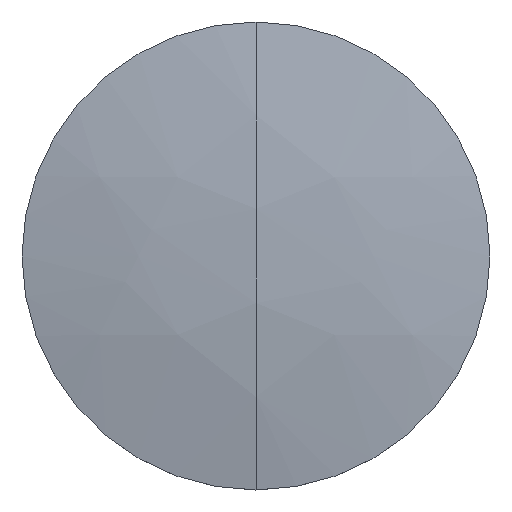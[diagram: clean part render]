
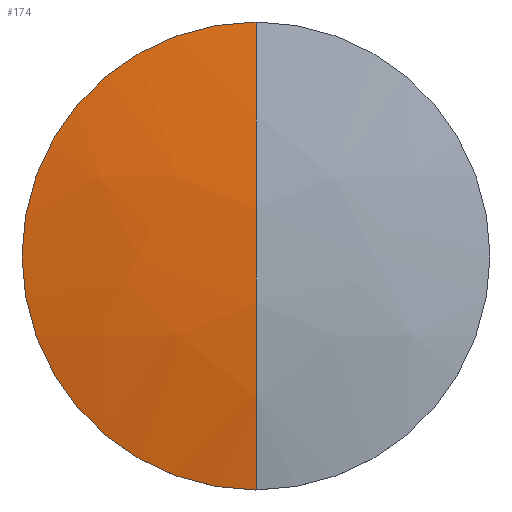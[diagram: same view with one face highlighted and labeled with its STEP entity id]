
A CAD part, top view. The second image highlights one B-rep face of the part: STEP entity #174.
In plain terms, the highlighted free-form (B-spline) face has degree [3, 3] with [4, 4] control points.
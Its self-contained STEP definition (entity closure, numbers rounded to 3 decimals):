
#4 = VERTEX_POINT ( 'NONE', #11 ) ;
#11 = CARTESIAN_POINT ( 'NONE',  ( 0., -19.05, 3.058 ) ) ;
#13 = CARTESIAN_POINT ( 'NONE',  ( -18.759, -19.275, 1.087 ) ) ;
#20 = FACE_OUTER_BOUND ( 'NONE', #114, .T. ) ;
#29 = EDGE_CURVE ( 'NONE', #4, #212, #97, .T. ) ;
#34 = EDGE_CURVE ( 'NONE', #55, #212, #81, .T. ) ;
#41 = CARTESIAN_POINT ( 'NONE',  ( -12.945, 6.517, 5.01 ) ) ;
#45 = CARTESIAN_POINT ( 'NONE',  ( -12.583, -19.275, 2.368 ) ) ;
#50 = ORIENTED_EDGE ( 'NONE', *, *, #34, .F. ) ;
#55 = VERTEX_POINT ( 'NONE', #82 ) ;
#58 = DIRECTION ( 'NONE',  ( 0., -1., 0. ) ) ;
#61 = CARTESIAN_POINT ( 'NONE',  ( 0., -19.275, 3.011 ) ) ;
#63 = CARTESIAN_POINT ( 'NONE',  ( 0., 6.517, 5.672 ) ) ;
#67 = ORIENTED_EDGE ( 'NONE', *, *, #29, .T. ) ;
#70 = AXIS2_PLACEMENT_3D ( 'NONE', #256, #234, #123 ) ;
#80 = EDGE_CURVE ( 'NONE', #4, #55, #195, .T. ) ;
#81 = CIRCLE ( 'NONE', #142, 19.05 ) ;
#82 = CARTESIAN_POINT ( 'NONE',  ( -19.05, 0., 3.058 ) ) ;
#85 = CARTESIAN_POINT ( 'NONE',  ( 0., 19.05, 3.058 ) ) ;
#87 = CARTESIAN_POINT ( 'NONE',  ( -19.299, 6.517, 3.693 ) ) ;
#88 = CARTESIAN_POINT ( 'NONE',  ( -6.489, 6.517, 5.672 ) ) ;
#97 = CIRCLE ( 'NONE', #121, 94.4 ) ;
#111 = CARTESIAN_POINT ( 'NONE',  ( -6.308, 19.275, 3.011 ) ) ;
#114 = EDGE_LOOP ( 'NONE', ( #282, #67, #50 ) ) ;
#121 = AXIS2_PLACEMENT_3D ( 'NONE', #281, #280, #58 ) ;
#123 = DIRECTION ( 'NONE',  ( 1., 0., 0. ) ) ;
#132 = CARTESIAN_POINT ( 'NONE',  ( -6.308, -19.275, 3.011 ) ) ;
#142 = AXIS2_PLACEMENT_3D ( 'NONE', #218, #276, #215 ) ;
#174 = ADVANCED_FACE ( 'NONE', ( #20 ), #279, .T. ) ;
#179 = CARTESIAN_POINT ( 'NONE',  ( -12.583, 19.275, 2.368 ) ) ;
#195 = CIRCLE ( 'NONE', #70, 19.05 ) ;
#202 = CARTESIAN_POINT ( 'NONE',  ( -19.299, -6.517, 3.693 ) ) ;
#212 = VERTEX_POINT ( 'NONE', #85 ) ;
#215 = DIRECTION ( 'NONE',  ( 1., 0., 0. ) ) ;
#218 = CARTESIAN_POINT ( 'NONE',  ( 0., 0., 3.058 ) ) ;
#221 = CARTESIAN_POINT ( 'NONE',  ( -18.759, 19.275, 1.087 ) ) ;
#224 = CARTESIAN_POINT ( 'NONE',  ( -12.945, -6.517, 5.01 ) ) ;
#234 = DIRECTION ( 'NONE',  ( 0., 0., -1. ) ) ;
#238 = CARTESIAN_POINT ( 'NONE',  ( -6.489, -6.517, 5.672 ) ) ;
#244 = CARTESIAN_POINT ( 'NONE',  ( 0., 19.275, 3.011 ) ) ;
#256 = CARTESIAN_POINT ( 'NONE',  ( 0., 0., 3.058 ) ) ;
#266 = CARTESIAN_POINT ( 'NONE',  ( 0., -6.517, 5.672 ) ) ;
#276 = DIRECTION ( 'NONE',  ( 0., 0., -1. ) ) ;
#279 =( BOUNDED_SURFACE ( )  B_SPLINE_SURFACE ( 3, 3, ( 
 ( #61, #132, #45, #13 ),
 ( #266, #238, #224, #202 ),
 ( #63, #88, #41, #87 ),
 ( #244, #111, #179, #221 ) ),
 .UNSPECIFIED., .F., .F., .F. ) 
 B_SPLINE_SURFACE_WITH_KNOTS ( ( 4, 4 ),
 ( 4, 4 ),
 ( 0., 1. ),
 ( 0., 1. ),
 .UNSPECIFIED. ) 
 GEOMETRIC_REPRESENTATION_ITEM ( )  RATIONAL_B_SPLINE_SURFACE ( (
 ( 1., 0.997, 0.997, 1.),
 ( 0.986, 0.983, 0.983, 0.986),
 ( 0.986, 0.983, 0.983, 0.986),
 ( 1., 0.997, 0.997, 1.) ) ) 
 REPRESENTATION_ITEM ( '' )  SURFACE ( )  );
#280 = DIRECTION ( 'NONE',  ( -1., 0., 0. ) ) ;
#281 = CARTESIAN_POINT ( 'NONE',  ( 0., 0., -89.4 ) ) ;
#282 = ORIENTED_EDGE ( 'NONE', *, *, #80, .F. ) ;
